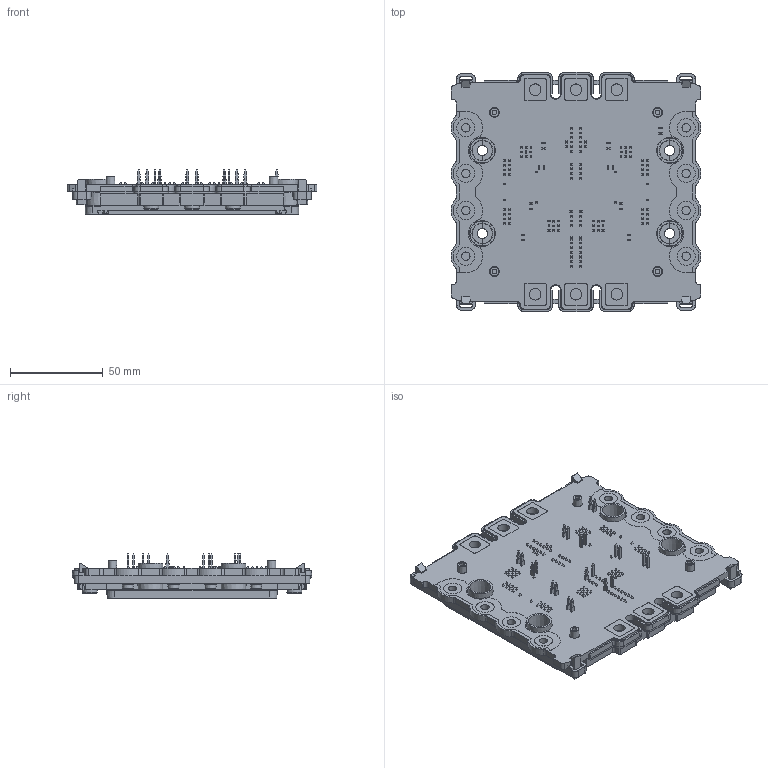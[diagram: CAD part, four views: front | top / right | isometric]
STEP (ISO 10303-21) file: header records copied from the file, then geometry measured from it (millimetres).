
FILE_DESCRIPTION( ( 'Unknown' ), '1' );
FILE_NAME( 'FSWB1-4T12Y-M200P62-01-OL.stp', 'Unknown', ( 'Unknown' ), ( 'Unknown' ), 'PSStep 16.0.42', 'Unknown', ' ' );
FILE_SCHEMA( ( 'AUTOMOTIVE_DESIGN { 1 0 10303 214 1 1 1 1 }' ) );
Length unit declared in the file: millimetre
Products named in the file (1): 1
Bounding box: 134.79 x 129.15 x 23.98 mm (x, y, z)
Volume: 197984.4 mm3; surface area: 86927.6 mm2
Topology: 1 solids, 3 shells, 3685 faces, 10349 edges, 6834 vertices
Faces by surface type: plane 2665, cylinder 794, cone 180, bspline 24, torus 22
Full cylindrical faces by diameter (mm): 2.3 x4, 2.6 x4, 3 x2, 4.5 x8, 5.2 x4, 6.2 x6, 9.8 x8, 14 x4
Entity records: 149436 total; most frequent: CARTESIAN_POINT 23094, ORIENTED_EDGE 20406, DIRECTION 19477, EDGE_CURVE 10203, LINE 7893, VECTOR 7893, VERTEX_POINT 6792, AXIS2_PLACEMENT_3D 5792
